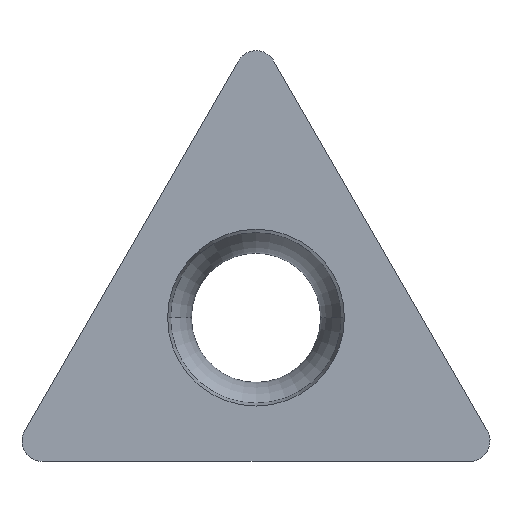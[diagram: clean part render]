
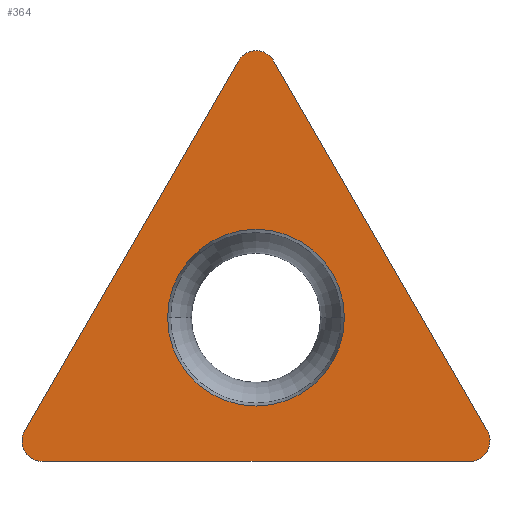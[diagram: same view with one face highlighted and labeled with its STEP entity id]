
A CAD part, top view. The second image highlights one B-rep face of the part: STEP entity #364.
In plain terms, the highlighted planar face has unit normal (0, 0, 1).
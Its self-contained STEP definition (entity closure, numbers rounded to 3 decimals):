
#49=CARTESIAN_POINT('',(8.943,0.,0.));
#50=CARTESIAN_POINT('',(9.057,0.,0.));
#51=CARTESIAN_POINT('',(9.178,0.063,0.));
#52=CARTESIAN_POINT('',(9.301,0.19,0.));
#53=CARTESIAN_POINT('',(9.35,0.36,0.));
#54=CARTESIAN_POINT('',(9.344,0.496,0.));
#55=CARTESIAN_POINT('',(9.286,0.596,0.));
#61=DIRECTION('',(-1.,0.,0.));
#62=VECTOR('',#61,8.255);
#63=CARTESIAN_POINT('',(8.943,0.,0.));
#64=LINE('',#63,#62);
#68=CARTESIAN_POINT('',(0.344,0.596,0.));
#69=CARTESIAN_POINT('',(0.287,0.496,0.));
#70=CARTESIAN_POINT('',(0.28,0.36,0.));
#71=CARTESIAN_POINT('',(0.329,0.19,0.));
#72=CARTESIAN_POINT('',(0.452,0.063,0.));
#73=CARTESIAN_POINT('',(0.573,0.,0.));
#74=CARTESIAN_POINT('',(0.688,0.,0.));
#79=DIRECTION('',(0.5,0.866,0.));
#80=VECTOR('',#79,8.255);
#81=CARTESIAN_POINT('',(0.344,0.596,0.));
#82=LINE('',#81,#80);
#86=CARTESIAN_POINT('',(5.159,7.744,0.));
#87=CARTESIAN_POINT('',(5.102,7.844,0.));
#88=CARTESIAN_POINT('',(4.987,7.917,0.));
#89=CARTESIAN_POINT('',(4.815,7.96,0.));
#90=CARTESIAN_POINT('',(4.643,7.917,0.));
#91=CARTESIAN_POINT('',(4.529,7.844,0.));
#92=CARTESIAN_POINT('',(4.471,7.744,0.));
#97=DIRECTION('',(0.5,-0.866,0.));
#98=VECTOR('',#97,8.255);
#99=CARTESIAN_POINT('',(5.159,7.744,0.));
#100=LINE('',#99,#98);
#104=CARTESIAN_POINT('',(4.815,2.78,0.));
#105=DIRECTION('',(0.,0.,-1.));
#106=DIRECTION('',(-1.,0.,0.));
#107=AXIS2_PLACEMENT_3D('',#104,#105,#106);
#112=CARTESIAN_POINT('',(4.815,2.78,0.));
#113=DIRECTION('',(0.,0.,-1.));
#114=DIRECTION('',(1.,0.,0.));
#115=AXIS2_PLACEMENT_3D('',#112,#113,#114);
#308=VERTEX_POINT('',#49);
#309=VERTEX_POINT('',#55);
#313=VERTEX_POINT('',#68);
#314=VERTEX_POINT('',#74);
#318=VERTEX_POINT('',#86);
#319=VERTEX_POINT('',#92);
#331=CARTESIAN_POINT('',(3.105,2.78,0.));
#332=CARTESIAN_POINT('',(6.525,2.78,0.));
#333=VERTEX_POINT('',#331);
#334=VERTEX_POINT('',#332);
#339=CARTESIAN_POINT('',(0.,0.,0.));
#340=DIRECTION('',(0.,0.,1.));
#341=DIRECTION('',(1.,0.,0.));
#342=AXIS2_PLACEMENT_3D('',#339,#340,#341);
#343=PLANE('',#342);
#345=ORIENTED_EDGE('',*,*,#344,.F.);
#347=ORIENTED_EDGE('',*,*,#346,.T.);
#349=ORIENTED_EDGE('',*,*,#348,.F.);
#351=ORIENTED_EDGE('',*,*,#350,.T.);
#353=ORIENTED_EDGE('',*,*,#352,.F.);
#355=ORIENTED_EDGE('',*,*,#354,.T.);
#356=EDGE_LOOP('',(#345,#347,#349,#351,#353,#355));
#357=FACE_OUTER_BOUND('',#356,.F.);
#359=ORIENTED_EDGE('',*,*,#358,.F.);
#361=ORIENTED_EDGE('',*,*,#360,.F.);
#362=EDGE_LOOP('',(#359,#361));
#363=FACE_BOUND('',#362,.F.);
#56=B_SPLINE_CURVE_WITH_KNOTS('',3,(#49,#50,#51,#52,#53,#54,#55),.UNSPECIFIED.,
.F.,.F.,(4,1,1,1,4),(0.,0.25,0.5,0.75,1.),.UNSPECIFIED.);
#75=B_SPLINE_CURVE_WITH_KNOTS('',3,(#68,#69,#70,#71,#72,#73,#74),.UNSPECIFIED.,
.F.,.F.,(4,1,1,1,4),(0.,0.25,0.5,0.75,1.),.UNSPECIFIED.);
#93=B_SPLINE_CURVE_WITH_KNOTS('',3,(#86,#87,#88,#89,#90,#91,#92),.UNSPECIFIED.,
.F.,.F.,(4,1,1,1,4),(0.,0.25,0.5,0.75,1.),.UNSPECIFIED.);
#108=CIRCLE('',#107,1.71);
#116=CIRCLE('',#115,1.71);
#344=EDGE_CURVE('',#308,#309,#56,.T.);
#346=EDGE_CURVE('',#308,#314,#64,.T.);
#348=EDGE_CURVE('',#313,#314,#75,.T.);
#350=EDGE_CURVE('',#313,#319,#82,.T.);
#352=EDGE_CURVE('',#318,#319,#93,.T.);
#354=EDGE_CURVE('',#318,#309,#100,.T.);
#358=EDGE_CURVE('',#333,#334,#108,.T.);
#360=EDGE_CURVE('',#334,#333,#116,.T.);
#364=ADVANCED_FACE('',(#357,#363),#343,.T.);
